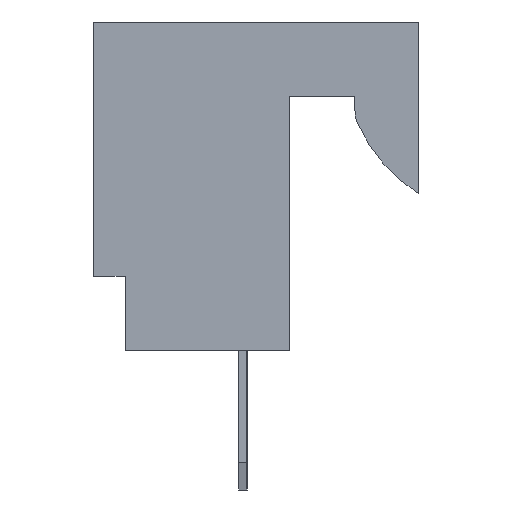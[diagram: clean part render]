
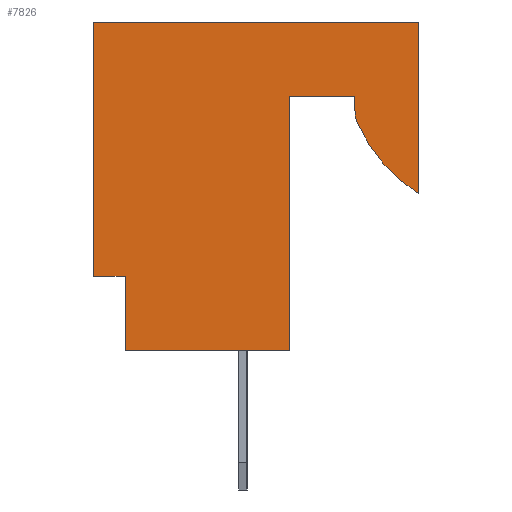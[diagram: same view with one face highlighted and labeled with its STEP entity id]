
A CAD part, left-side view. The second image highlights one B-rep face of the part: STEP entity #7826.
In plain terms, the highlighted planar face has unit normal (-1, 0, 0).
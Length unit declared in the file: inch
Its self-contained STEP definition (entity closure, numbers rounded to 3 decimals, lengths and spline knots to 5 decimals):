
#1=DIRECTION('',(0.,0.,-1.));
#2=VECTOR('',#1,0.16208);
#3=CARTESIAN_POINT('',(-0.598,0.,0.));
#4=LINE('',#3,#2);
#5=CARTESIAN_POINT('',(-0.598,-0.0797,-0.035));
#6=DIRECTION('',(1.,0.,0.));
#7=DIRECTION('',(0.,0.531,-0.847));
#8=AXIS2_PLACEMENT_3D('',#5,#6,#7);
#10=CARTESIAN_POINT('',(-0.598,0.03,-0.08365));
#11=DIRECTION('',(1.,0.,0.));
#12=DIRECTION('',(0.,0.914,-0.405));
#13=AXIS2_PLACEMENT_3D('',#10,#11,#12);
#15=DIRECTION('',(0.,0.,1.));
#16=VECTOR('',#15,0.01365);
#17=CARTESIAN_POINT('',(-0.598,0.06,-0.08365));
#18=LINE('',#17,#16);
#19=DIRECTION('',(0.,1.,0.));
#20=VECTOR('',#19,0.062);
#21=CARTESIAN_POINT('',(-0.598,0.06,-0.07));
#22=LINE('',#21,#20);
#23=DIRECTION('',(0.,0.,-1.));
#24=VECTOR('',#23,0.24);
#25=CARTESIAN_POINT('',(-0.598,0.122,-0.07));
#26=LINE('',#25,#24);
#27=DIRECTION('',(0.,1.,0.));
#28=VECTOR('',#27,0.155);
#29=CARTESIAN_POINT('',(-0.598,0.122,-0.31));
#30=LINE('',#29,#28);
#31=DIRECTION('',(0.,0.,1.));
#32=VECTOR('',#31,0.07);
#33=CARTESIAN_POINT('',(-0.598,0.277,-0.31));
#34=LINE('',#33,#32);
#35=DIRECTION('',(0.,1.,0.));
#36=VECTOR('',#35,0.03);
#37=CARTESIAN_POINT('',(-0.598,0.277,-0.24));
#38=LINE('',#37,#36);
#39=DIRECTION('',(0.,0.,1.));
#40=VECTOR('',#39,0.24);
#41=CARTESIAN_POINT('',(-0.598,0.307,-0.24));
#42=LINE('',#41,#40);
#43=DIRECTION('',(0.,-1.,0.));
#44=VECTOR('',#43,0.307);
#45=CARTESIAN_POINT('',(-0.598,0.307,0.));
#46=LINE('',#45,#44);
#5929=CARTESIAN_POINT('',(-0.598,0.,0.));
#5930=CARTESIAN_POINT('',(-0.598,0.,-0.16208));
#5931=VERTEX_POINT('',#5929);
#5932=VERTEX_POINT('',#5930);
#5933=CARTESIAN_POINT('',(-0.598,0.06,-0.07));
#5934=CARTESIAN_POINT('',(-0.598,0.122,-0.07));
#5935=VERTEX_POINT('',#5933);
#5936=VERTEX_POINT('',#5934);
#5937=CARTESIAN_POINT('',(-0.598,0.122,-0.31));
#5938=VERTEX_POINT('',#5937);
#5939=CARTESIAN_POINT('',(-0.598,0.277,-0.31));
#5940=VERTEX_POINT('',#5939);
#5941=CARTESIAN_POINT('',(-0.598,0.277,-0.24));
#5942=VERTEX_POINT('',#5941);
#5943=CARTESIAN_POINT('',(-0.598,0.307,-0.24));
#5944=VERTEX_POINT('',#5943);
#5945=CARTESIAN_POINT('',(-0.598,0.307,0.));
#5946=VERTEX_POINT('',#5945);
#6113=CARTESIAN_POINT('',(-0.598,0.05742,-0.09581));
#6114=VERTEX_POINT('',#6113);
#6115=CARTESIAN_POINT('',(-0.598,0.06,-0.08365));
#6116=VERTEX_POINT('',#6115);
#7797=CARTESIAN_POINT('',(-0.598,0.,0.));
#7798=DIRECTION('',(1.,0.,0.));
#7799=DIRECTION('',(0.,0.,-1.));
#7800=AXIS2_PLACEMENT_3D('',#7797,#7798,#7799);
#7801=PLANE('',#7800);
#7803=ORIENTED_EDGE('',*,*,#7802,.T.);
#7805=ORIENTED_EDGE('',*,*,#7804,.T.);
#7807=ORIENTED_EDGE('',*,*,#7806,.T.);
#7809=ORIENTED_EDGE('',*,*,#7808,.T.);
#7811=ORIENTED_EDGE('',*,*,#7810,.T.);
#7813=ORIENTED_EDGE('',*,*,#7812,.T.);
#7815=ORIENTED_EDGE('',*,*,#7814,.T.);
#7817=ORIENTED_EDGE('',*,*,#7816,.T.);
#7819=ORIENTED_EDGE('',*,*,#7818,.T.);
#7821=ORIENTED_EDGE('',*,*,#7820,.T.);
#7823=ORIENTED_EDGE('',*,*,#7822,.T.);
#7824=EDGE_LOOP('',(#7803,#7805,#7807,#7809,#7811,#7813,#7815,#7817,#7819,#7821,
#7823));
#7825=FACE_OUTER_BOUND('',#7824,.F.);
#7826=ADVANCED_FACE('',(#7825),#7801,.F.);
#9=CIRCLE('',#8,0.15);
#14=CIRCLE('',#13,0.03);
#7802=EDGE_CURVE('',#5931,#5932,#4,.T.);
#7804=EDGE_CURVE('',#5932,#6114,#9,.T.);
#7806=EDGE_CURVE('',#6114,#6116,#14,.T.);
#7808=EDGE_CURVE('',#6116,#5935,#18,.T.);
#7810=EDGE_CURVE('',#5935,#5936,#22,.T.);
#7812=EDGE_CURVE('',#5936,#5938,#26,.T.);
#7814=EDGE_CURVE('',#5938,#5940,#30,.T.);
#7816=EDGE_CURVE('',#5940,#5942,#34,.T.);
#7818=EDGE_CURVE('',#5942,#5944,#38,.T.);
#7820=EDGE_CURVE('',#5944,#5946,#42,.T.);
#7822=EDGE_CURVE('',#5946,#5931,#46,.T.);
